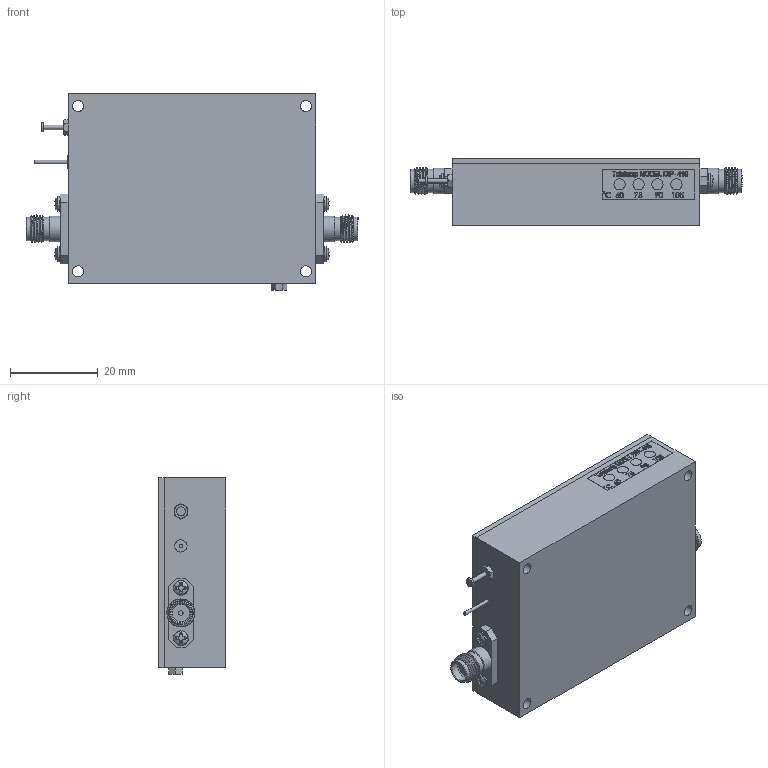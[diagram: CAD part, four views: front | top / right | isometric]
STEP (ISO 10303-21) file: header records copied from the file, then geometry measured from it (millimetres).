
FILE_DESCRIPTION (( 'STEP AP203' ), '1' );
FILE_NAME ('FMAM4052_3D.step', '2022-06-21T18:55:47', ( '' ), ( '' ), 'SwSTEP 2.0', 'SolidWorks 2021', '' );
FILE_SCHEMA (( 'CONFIG_CONTROL_DESIGN' ));
Length unit declared in the file: inch
Products named in the file (1): FMAM4052_3D
Bounding box: 75.54 x 15.27 x 44.75 mm (x, y, z)
Volume: 37499 mm3; surface area: 9575.8 mm2
Topology: 2 solids, 10 shells, 1416 faces, 3717 edges, 2471 vertices
Faces by surface type: plane 835, bspline 412, cylinder 123, cone 34, torus 8, sphere 4
Full cylindrical faces by diameter (mm): 0.762 x1, 1.016 x5, 1.27 x2, 1.854 x4, 2.032 x1, 2.54 x8, 2.781 x1, 3.393 x4, 4.521 x2, 5.08 x2, 5.334 x4, 5.842 x2
Entity records: 70825 total; most frequent: CARTESIAN_POINT 39269, ORIENTED_EDGE 7284, DIRECTION 4850, EDGE_CURVE 3642, VERTEX_POINT 2452, VECTOR 2372, LINE 2372, EDGE_LOOP 1634
